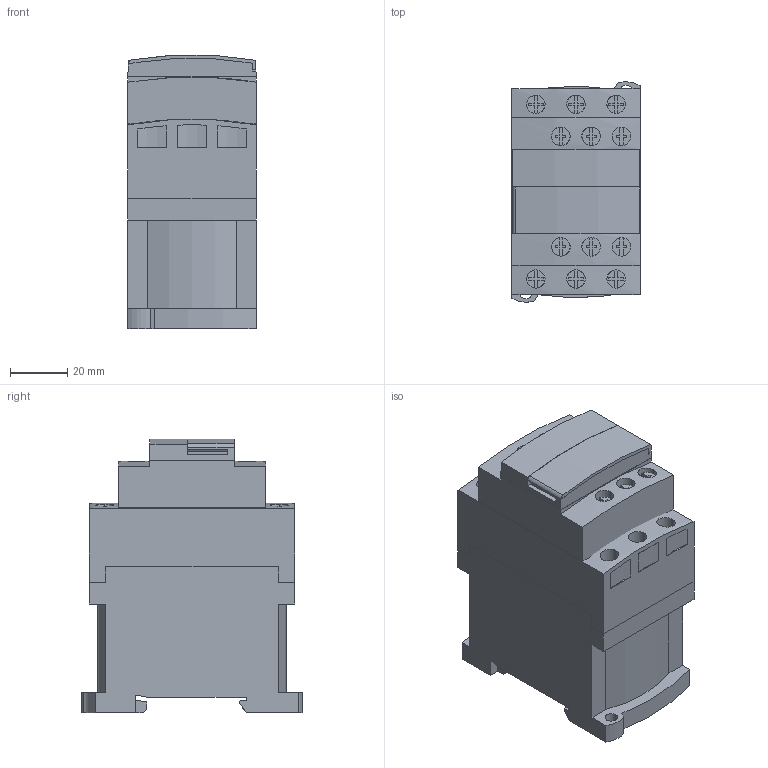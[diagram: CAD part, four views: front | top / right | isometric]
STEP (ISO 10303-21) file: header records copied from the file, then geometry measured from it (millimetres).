
FILE_DESCRIPTION((''),'2;1');
FILE_NAME('SB110753_3D-SIMPLIFIED_ASM','2013-09-13T',('Nico'),(''),'PRO/ENGINEER BY PARAMETRIC TECHNOLOGY CORPORATION, 2010480','PRO/ENGINEER BY PARAMETRIC TECHNOLOGY CORPORATION, 2010480','');
FILE_SCHEMA(('CONFIG_CONTROL_DESIGN'));
Length unit declared in the file: millimetre
Products named in the file (8): COQUE_05; COQUE_10; COQUE_07; PIECE_04; PIECE_05; VIS_6D4; VIS_6D5_BIS; SB110753_3D-SIMPLIFIED_ASM
Assembly tree (17 placements, depth 2):
  SB110753_3D-SIMPLIFIED_ASM
    COQUE_05
    COQUE_10
    COQUE_07
    PIECE_04
    PIECE_05
    VIS_6D4  x6
    VIS_6D5_BIS  x6
Bounding box: 44.81 x 76.99 x 95.57 mm (x, y, z)
Volume: 256919.7 mm3; surface area: 47647 mm2
Topology: 17 solids, 17 shells, 369 faces, 949 edges, 632 vertices
Faces by surface type: plane 287, cylinder 82
Entity records: 6902 total; most frequent: CARTESIAN_POINT 1555, DIRECTION 1064, ORIENTED_EDGE 1058, EDGE_CURVE 529, VECTOR 402, LINE 402, VERTEX_POINT 352, AXIS2_PLACEMENT_3D 331
